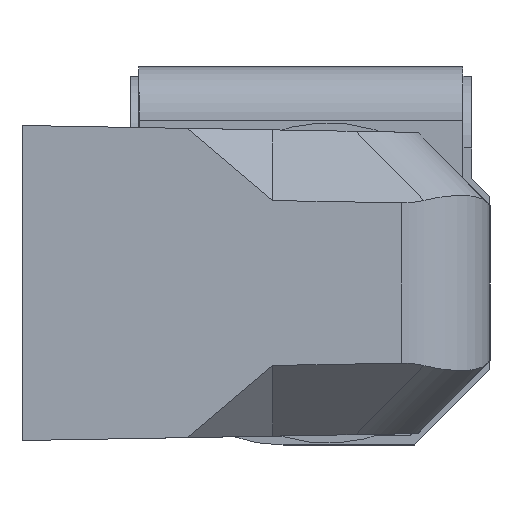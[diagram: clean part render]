
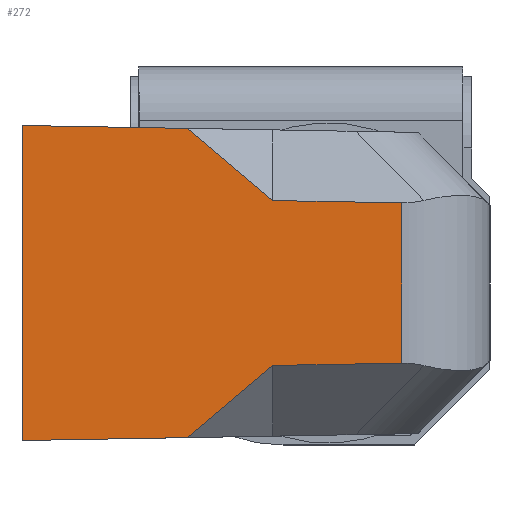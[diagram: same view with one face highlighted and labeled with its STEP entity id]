
A CAD part, front view. The second image highlights one B-rep face of the part: STEP entity #272.
In plain terms, the highlighted planar face has unit normal (0.018, -1, 0).
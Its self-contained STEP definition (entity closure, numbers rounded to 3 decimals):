
#25 = VECTOR ( 'NONE', #5655, 1000. ) ;
#119 = FACE_OUTER_BOUND ( 'NONE', #3204, .T. ) ;
#122 = AXIS2_PLACEMENT_3D ( 'NONE', #5700, #5701, #5702 ) ;
#134 = VECTOR ( 'NONE', #5714, 1000. ) ;
#256 = EDGE_CURVE ( 'NONE', #3389, #3594, #5650, .T. ) ;
#257 = EDGE_CURVE ( 'NONE', #3389, #3391, #5653, .T. ) ;
#272 = ADVANCED_FACE ( 'NONE', ( #119 ), #5699, .F. ) ;
#299 = VECTOR ( 'NONE', #5652, 1000. ) ;
#1010 = CARTESIAN_POINT ( 'NONE',  ( -17., -63.5, 8.75 ) ) ;
#1011 = CARTESIAN_POINT ( 'NONE',  ( -7.802, -63.339, 8.589 ) ) ;
#1012 = CARTESIAN_POINT ( 'NONE',  ( -3.072, -63.257, 4.579 ) ) ;
#1124 = CARTESIAN_POINT ( 'NONE',  ( -17., -63.5, -8.75 ) ) ;
#1128 = CARTESIAN_POINT ( 'NONE',  ( -7.802, -63.339, -8.589 ) ) ;
#1129 = CARTESIAN_POINT ( 'NONE',  ( 4.087, -63.132, -4.454 ) ) ;
#1130 = CARTESIAN_POINT ( 'NONE',  ( 4.087, -63.132, 4.454 ) ) ;
#1133 = CARTESIAN_POINT ( 'NONE',  ( -3.072, -63.257, -4.579 ) ) ;
#1286 = LINE ( 'NONE', #1287, #2294 ) ;
#1287 = CARTESIAN_POINT ( 'NONE',  ( -4.603, -63.284, -5.877 ) ) ;
#1288 = DIRECTION ( 'NONE',  ( 0.763, 0.013, 0.647 ) ) ;
#1438 = LINE ( 'NONE', #1439, #3146 ) ;
#1439 = CARTESIAN_POINT ( 'NONE',  ( -16.763, -63.496, -4.819 ) ) ;
#1440 = DIRECTION ( 'NONE',  ( -1., -0.017, -0.017 ) ) ;
#1441 = LINE ( 'NONE', #1442, #3149 ) ;
#1442 = CARTESIAN_POINT ( 'NONE',  ( -17.069, -63.501, 4.824 ) ) ;
#1443 = DIRECTION ( 'NONE',  ( -1., -0.017, 0.017 ) ) ;
#1444 = LINE ( 'NONE', #1445, #3153 ) ;
#1445 = CARTESIAN_POINT ( 'NONE',  ( -13.233, -63.434, 13.194 ) ) ;
#1446 = DIRECTION ( 'NONE',  ( -0.763, -0.013, 0.647 ) ) ;
#1732 = LINE ( 'NONE', #1733, #2187 ) ;
#1733 = CARTESIAN_POINT ( 'NONE',  ( 4.087, -63.132, 8.75 ) ) ;
#1734 = DIRECTION ( 'NONE',  ( 0., 0., 1. ) ) ;
#2187 = VECTOR ( 'NONE', #1734, 1000. ) ;
#2294 = VECTOR ( 'NONE', #1288, 1000. ) ;
#2311 = EDGE_CURVE ( 'NONE', #3598, #3594, #5712, .T. ) ;
#2386 = EDGE_CURVE ( 'NONE', #3599, #3600, #1732, .T. ) ;
#2653 = ORIENTED_EDGE ( 'NONE', *, *, #2386, .T. ) ;
#2654 = ORIENTED_EDGE ( 'NONE', *, *, #4143, .T. ) ;
#2655 = ORIENTED_EDGE ( 'NONE', *, *, #257, .F. ) ;
#2656 = ORIENTED_EDGE ( 'NONE', *, *, #4142, .T. ) ;
#3057 = ORIENTED_EDGE ( 'NONE', *, *, #4141, .F. ) ;
#3146 = VECTOR ( 'NONE', #1440, 1000. ) ;
#3149 = VECTOR ( 'NONE', #1443, 1000. ) ;
#3153 = VECTOR ( 'NONE', #1446, 1000. ) ;
#3204 = EDGE_LOOP ( 'NONE', ( #3057, #2653, #2656, #2654, #2655, #5409, #5410, #5267 ) ) ;
#3389 = VERTEX_POINT ( 'NONE', #1010 ) ;
#3391 = VERTEX_POINT ( 'NONE', #1011 ) ;
#3393 = VERTEX_POINT ( 'NONE', #1012 ) ;
#3594 = VERTEX_POINT ( 'NONE', #1124 ) ;
#3598 = VERTEX_POINT ( 'NONE', #1128 ) ;
#3599 = VERTEX_POINT ( 'NONE', #1129 ) ;
#3600 = VERTEX_POINT ( 'NONE', #1130 ) ;
#3603 = VERTEX_POINT ( 'NONE', #1133 ) ;
#4095 = EDGE_CURVE ( 'NONE', #3598, #3603, #1286, .T. ) ;
#4141 = EDGE_CURVE ( 'NONE', #3599, #3603, #1438, .T. ) ;
#4142 = EDGE_CURVE ( 'NONE', #3600, #3393, #1441, .T. ) ;
#4143 = EDGE_CURVE ( 'NONE', #3393, #3391, #1444, .T. ) ;
#5267 = ORIENTED_EDGE ( 'NONE', *, *, #4095, .T. ) ;
#5409 = ORIENTED_EDGE ( 'NONE', *, *, #256, .T. ) ;
#5410 = ORIENTED_EDGE ( 'NONE', *, *, #2311, .F. ) ;
#5650 = LINE ( 'NONE', #5651, #299 ) ;
#5651 = CARTESIAN_POINT ( 'NONE',  ( -17., -63.5, 8.75 ) ) ;
#5652 = DIRECTION ( 'NONE',  ( 0., 0., -1. ) ) ;
#5653 = LINE ( 'NONE', #5654, #25 ) ;
#5654 = CARTESIAN_POINT ( 'NONE',  ( -17., -63.5, 8.75 ) ) ;
#5655 = DIRECTION ( 'NONE',  ( 1., 0.017, -0.017 ) ) ;
#5699 = PLANE ( 'NONE',  #122 ) ;
#5700 = CARTESIAN_POINT ( 'NONE',  ( -17., -63.5, 8.75 ) ) ;
#5701 = DIRECTION ( 'NONE',  ( -0.017, 1., 0. ) ) ;
#5702 = DIRECTION ( 'NONE',  ( -1., -0.017, 0. ) ) ;
#5712 = LINE ( 'NONE', #5713, #134 ) ;
#5713 = CARTESIAN_POINT ( 'NONE',  ( -16.695, -63.495, -8.745 ) ) ;
#5714 = DIRECTION ( 'NONE',  ( -1., -0.017, -0.017 ) ) ;
